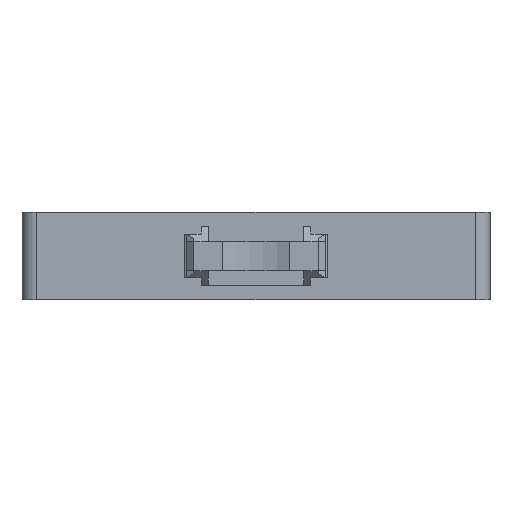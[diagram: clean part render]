
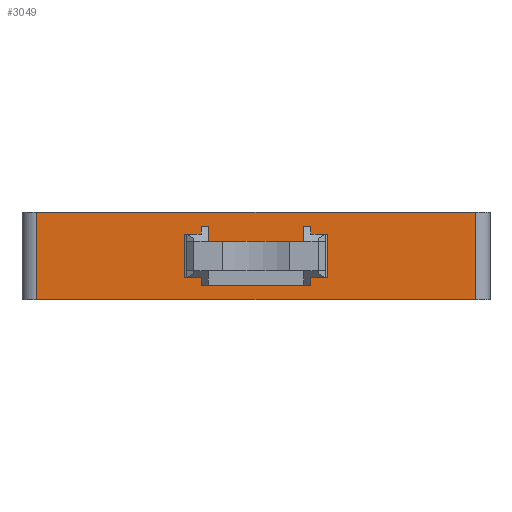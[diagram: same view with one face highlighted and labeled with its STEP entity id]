
A CAD part, front view. The second image highlights one B-rep face of the part: STEP entity #3049.
In plain terms, the highlighted planar face has unit normal (0, -1, 0).
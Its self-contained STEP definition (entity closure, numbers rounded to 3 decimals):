
#255=DIRECTION('',(-1.,0.,0.));
#256=VECTOR('',#255,30.);
#257=CARTESIAN_POINT('',(15.,6.2,-3.));
#258=LINE('',#257,#256);
#259=DIRECTION('',(1.,0.,0.));
#260=VECTOR('',#259,30.);
#261=CARTESIAN_POINT('',(-15.,6.2,3.));
#262=LINE('',#261,#260);
#263=DIRECTION('',(0.,0.,-1.));
#264=VECTOR('',#263,6.);
#265=CARTESIAN_POINT('',(15.,6.2,3.));
#266=LINE('',#265,#264);
#267=DIRECTION('',(0.,0.,-1.));
#268=VECTOR('',#267,6.);
#269=CARTESIAN_POINT('',(-15.,6.2,3.));
#270=LINE('',#269,#268);
#287=DIRECTION('',(-1.,0.,0.));
#288=VECTOR('',#287,7.5);
#289=CARTESIAN_POINT('',(3.75,6.2,-2.));
#290=LINE('',#289,#288);
#303=DIRECTION('',(0.,0.,-1.));
#304=VECTOR('',#303,3.);
#305=CARTESIAN_POINT('',(-3.25,6.2,2.));
#306=LINE('',#305,#304);
#307=DIRECTION('',(1.,0.,0.));
#308=VECTOR('',#307,6.5);
#309=CARTESIAN_POINT('',(-3.25,6.2,-1.));
#310=LINE('',#309,#308);
#319=DIRECTION('',(0.,0.,1.));
#320=VECTOR('',#319,3.);
#321=CARTESIAN_POINT('',(3.25,6.2,-1.));
#322=LINE('',#321,#320);
#339=DIRECTION('',(1.,0.,0.));
#340=VECTOR('',#339,0.5);
#341=CARTESIAN_POINT('',(3.25,6.2,2.));
#342=LINE('',#341,#340);
#355=DIRECTION('',(0.,0.,-1.));
#356=VECTOR('',#355,0.5);
#357=CARTESIAN_POINT('',(3.75,6.2,2.));
#358=LINE('',#357,#356);
#359=DIRECTION('',(1.,0.,0.));
#360=VECTOR('',#359,1.15);
#361=CARTESIAN_POINT('',(3.75,6.2,1.5));
#362=LINE('',#361,#360);
#451=DIRECTION('',(0.,0.,-1.));
#452=VECTOR('',#451,3.);
#453=CARTESIAN_POINT('',(4.9,6.2,1.5));
#454=LINE('',#453,#452);
#467=DIRECTION('',(-1.,0.,0.));
#468=VECTOR('',#467,1.15);
#469=CARTESIAN_POINT('',(4.9,6.2,-1.5));
#470=LINE('',#469,#468);
#1075=DIRECTION('',(0.,0.,1.));
#1076=VECTOR('',#1075,0.5);
#1077=CARTESIAN_POINT('',(-3.75,6.2,-2.));
#1078=LINE('',#1077,#1076);
#1087=DIRECTION('',(-1.,0.,0.));
#1088=VECTOR('',#1087,1.15);
#1089=CARTESIAN_POINT('',(-3.75,6.2,-1.5));
#1090=LINE('',#1089,#1088);
#1179=DIRECTION('',(0.,0.,1.));
#1180=VECTOR('',#1179,3.);
#1181=CARTESIAN_POINT('',(-4.9,6.2,-1.5));
#1182=LINE('',#1181,#1180);
#1199=DIRECTION('',(1.,0.,0.));
#1200=VECTOR('',#1199,1.15);
#1201=CARTESIAN_POINT('',(-4.9,6.2,1.5));
#1202=LINE('',#1201,#1200);
#1663=DIRECTION('',(1.,0.,0.));
#1664=VECTOR('',#1663,0.5);
#1665=CARTESIAN_POINT('',(-3.75,6.2,2.));
#1666=LINE('',#1665,#1664);
#1671=DIRECTION('',(0.,0.,1.));
#1672=VECTOR('',#1671,0.5);
#1673=CARTESIAN_POINT('',(-3.75,6.2,1.5));
#1674=LINE('',#1673,#1672);
#1795=DIRECTION('',(0.,0.,-1.));
#1796=VECTOR('',#1795,0.5);
#1797=CARTESIAN_POINT('',(3.75,6.2,-1.5));
#1798=LINE('',#1797,#1796);
#1904=CARTESIAN_POINT('',(-15.,6.2,-3.));
#1905=VERTEX_POINT('',#1904);
#1906=CARTESIAN_POINT('',(15.,6.2,-3.));
#1907=VERTEX_POINT('',#1906);
#1930=CARTESIAN_POINT('',(15.,6.2,3.));
#1931=VERTEX_POINT('',#1930);
#1932=CARTESIAN_POINT('',(-15.,6.2,3.));
#1933=VERTEX_POINT('',#1932);
#1954=CARTESIAN_POINT('',(3.75,6.2,-1.5));
#1955=CARTESIAN_POINT('',(3.75,6.2,-2.));
#1956=VERTEX_POINT('',#1954);
#1957=VERTEX_POINT('',#1955);
#1958=CARTESIAN_POINT('',(4.9,6.2,1.5));
#1959=CARTESIAN_POINT('',(4.9,6.2,-1.5));
#1960=VERTEX_POINT('',#1958);
#1961=VERTEX_POINT('',#1959);
#1962=CARTESIAN_POINT('',(3.75,6.2,2.));
#1963=CARTESIAN_POINT('',(3.75,6.2,1.5));
#1964=VERTEX_POINT('',#1962);
#1965=VERTEX_POINT('',#1963);
#1966=CARTESIAN_POINT('',(3.25,6.2,2.));
#1967=VERTEX_POINT('',#1966);
#1968=CARTESIAN_POINT('',(3.25,6.2,-1.));
#1969=VERTEX_POINT('',#1968);
#1970=CARTESIAN_POINT('',(-3.25,6.2,-1.));
#1971=VERTEX_POINT('',#1970);
#1972=CARTESIAN_POINT('',(-3.75,6.2,2.));
#1973=CARTESIAN_POINT('',(-3.25,6.2,2.));
#1974=VERTEX_POINT('',#1972);
#1975=VERTEX_POINT('',#1973);
#1976=CARTESIAN_POINT('',(-4.9,6.2,-1.5));
#1977=CARTESIAN_POINT('',(-4.9,6.2,1.5));
#1978=VERTEX_POINT('',#1976);
#1979=VERTEX_POINT('',#1977);
#1992=CARTESIAN_POINT('',(-3.75,6.2,-2.));
#1993=VERTEX_POINT('',#1992);
#2026=CARTESIAN_POINT('',(-3.75,6.2,1.5));
#2027=VERTEX_POINT('',#2026);
#2048=CARTESIAN_POINT('',(-3.75,6.2,-1.5));
#2049=VERTEX_POINT('',#2048);
#3003=CARTESIAN_POINT('',(0.,6.2,0.));
#3004=DIRECTION('',(0.,1.,0.));
#3005=DIRECTION('',(-1.,0.,0.));
#3006=AXIS2_PLACEMENT_3D('',#3003,#3004,#3005);
#3007=PLANE('',#3006);
#3008=ORIENTED_EDGE('',*,*,#2517,.T.);
#3010=ORIENTED_EDGE('',*,*,#3009,.F.);
#3011=ORIENTED_EDGE('',*,*,#2907,.T.);
#3012=ORIENTED_EDGE('',*,*,#2991,.T.);
#3013=EDGE_LOOP('',(#3008,#3010,#3011,#3012));
#3014=FACE_OUTER_BOUND('',#3013,.F.);
#3016=ORIENTED_EDGE('',*,*,#3015,.F.);
#3018=ORIENTED_EDGE('',*,*,#3017,.F.);
#3020=ORIENTED_EDGE('',*,*,#3019,.F.);
#3022=ORIENTED_EDGE('',*,*,#3021,.F.);
#3024=ORIENTED_EDGE('',*,*,#3023,.F.);
#3026=ORIENTED_EDGE('',*,*,#3025,.F.);
#3028=ORIENTED_EDGE('',*,*,#3027,.F.);
#3030=ORIENTED_EDGE('',*,*,#3029,.F.);
#3032=ORIENTED_EDGE('',*,*,#3031,.F.);
#3034=ORIENTED_EDGE('',*,*,#3033,.F.);
#3036=ORIENTED_EDGE('',*,*,#3035,.F.);
#3038=ORIENTED_EDGE('',*,*,#3037,.F.);
#3040=ORIENTED_EDGE('',*,*,#3039,.F.);
#3042=ORIENTED_EDGE('',*,*,#3041,.F.);
#3044=ORIENTED_EDGE('',*,*,#3043,.F.);
#3046=ORIENTED_EDGE('',*,*,#3045,.F.);
#3047=EDGE_LOOP('',(#3016,#3018,#3020,#3022,#3024,#3026,#3028,#3030,#3032,#3034,
#3036,#3038,#3040,#3042,#3044,#3046));
#3048=FACE_BOUND('',#3047,.F.);
#2517=EDGE_CURVE('',#1907,#1905,#258,.T.);
#2907=EDGE_CURVE('',#1933,#1931,#262,.T.);
#2991=EDGE_CURVE('',#1931,#1907,#266,.T.);
#3009=EDGE_CURVE('',#1933,#1905,#270,.T.);
#3015=EDGE_CURVE('',#1957,#1993,#290,.T.);
#3017=EDGE_CURVE('',#1956,#1957,#1798,.T.);
#3019=EDGE_CURVE('',#1961,#1956,#470,.T.);
#3021=EDGE_CURVE('',#1960,#1961,#454,.T.);
#3023=EDGE_CURVE('',#1965,#1960,#362,.T.);
#3025=EDGE_CURVE('',#1964,#1965,#358,.T.);
#3027=EDGE_CURVE('',#1967,#1964,#342,.T.);
#3029=EDGE_CURVE('',#1969,#1967,#322,.T.);
#3031=EDGE_CURVE('',#1971,#1969,#310,.T.);
#3033=EDGE_CURVE('',#1975,#1971,#306,.T.);
#3035=EDGE_CURVE('',#1974,#1975,#1666,.T.);
#3037=EDGE_CURVE('',#2027,#1974,#1674,.T.);
#3039=EDGE_CURVE('',#1979,#2027,#1202,.T.);
#3041=EDGE_CURVE('',#1978,#1979,#1182,.T.);
#3043=EDGE_CURVE('',#2049,#1978,#1090,.T.);
#3045=EDGE_CURVE('',#1993,#2049,#1078,.T.);
#3049=ADVANCED_FACE('',(#3014,#3048),#3007,.F.);
